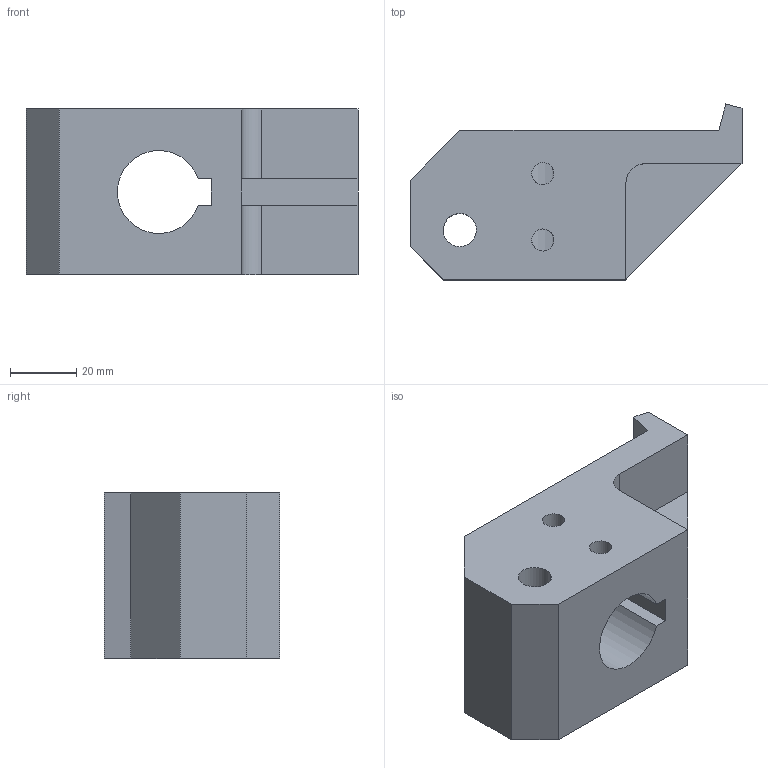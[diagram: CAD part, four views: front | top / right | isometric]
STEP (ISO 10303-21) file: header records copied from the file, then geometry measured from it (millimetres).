
FILE_DESCRIPTION(('CATIA V5 STEP Exchange'),'2;1');
FILE_NAME('3-3953048.stp','2015-12-08T20:33:57+00:00',('none'),('none'),'CATIA Version 5 Release 21 GA (IN-10)','CATIA V5 STEP AP203','none');
FILE_SCHEMA(('CONFIG_CONTROL_DESIGN'));
Length unit declared in the file: millimetre
Products named in the file (1): Part1
Bounding box: 100 x 53 x 50 mm (x, y, z)
Volume: 134905.2 mm3; surface area: 26336.2 mm2
Topology: 1 solids, 1 shells, 29 faces, 77 edges, 50 vertices
Faces by surface type: plane 20, cylinder 9
Entity records: 945 total; most frequent: CARTESIAN_POINT 205, ORIENTED_EDGE 154, DIRECTION 115, EDGE_CURVE 77, VECTOR 59, LINE 59, VERTEX_POINT 50, EDGE_LOOP 37
